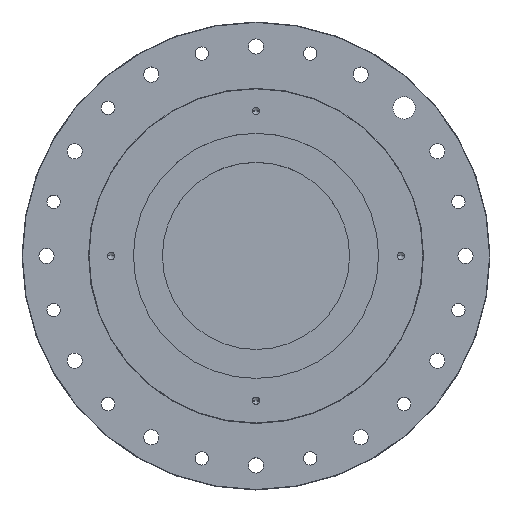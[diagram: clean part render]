
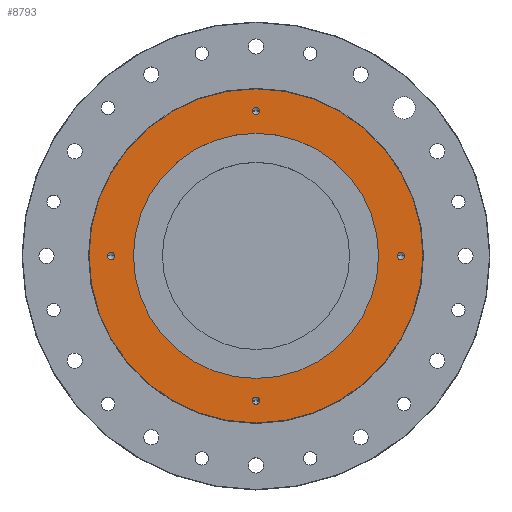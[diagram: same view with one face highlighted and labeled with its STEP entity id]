
A CAD part, top view. The second image highlights one B-rep face of the part: STEP entity #8793.
In plain terms, the highlighted planar face has unit normal (0, 0, 1).
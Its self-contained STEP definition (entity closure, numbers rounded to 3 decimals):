
#125 = EDGE_LOOP ( 'NONE', ( #8407, #6548 ) ) ;
#602 = AXIS2_PLACEMENT_3D ( 'NONE', #8642, #7216, #7960 ) ;
#607 = AXIS2_PLACEMENT_3D ( 'NONE', #4752, #9615, #1587 ) ;
#779 = DIRECTION ( 'NONE',  ( 0., 0., 1. ) ) ;
#877 = ORIENTED_EDGE ( 'NONE', *, *, #5411, .F. ) ;
#899 = VERTEX_POINT ( 'NONE', #10208 ) ;
#917 = EDGE_CURVE ( 'NONE', #899, #1816, #4105, .T. ) ;
#970 = DIRECTION ( 'NONE',  ( 1., 0., 0. ) ) ;
#1061 = CARTESIAN_POINT ( 'NONE',  ( 1.666, -65., 0. ) ) ;
#1185 = CIRCLE ( 'NONE', #2175, 55. ) ;
#1268 = CIRCLE ( 'NONE', #1759, 1.666 ) ;
#1503 = DIRECTION ( 'NONE',  ( 0., 0., 1. ) ) ;
#1584 = EDGE_CURVE ( 'NONE', #7559, #5816, #3945, .T. ) ;
#1587 = DIRECTION ( 'NONE',  ( 1., 0., 0. ) ) ;
#1759 = AXIS2_PLACEMENT_3D ( 'NONE', #5137, #5084, #3557 ) ;
#1816 = VERTEX_POINT ( 'NONE', #4619 ) ;
#1833 = CARTESIAN_POINT ( 'NONE',  ( 55., 0., 0. ) ) ;
#1897 = CARTESIAN_POINT ( 'NONE',  ( 0., 0., 0. ) ) ;
#1947 = CARTESIAN_POINT ( 'NONE',  ( -65., 0., 0. ) ) ;
#2087 = CIRCLE ( 'NONE', #602, 1.666 ) ;
#2103 = VERTEX_POINT ( 'NONE', #3787 ) ;
#2175 = AXIS2_PLACEMENT_3D ( 'NONE', #5603, #4927, #8138 ) ;
#2208 = VERTEX_POINT ( 'NONE', #1061 ) ;
#2295 = CARTESIAN_POINT ( 'NONE',  ( 0., 0., 0. ) ) ;
#2362 = ORIENTED_EDGE ( 'NONE', *, *, #5779, .F. ) ;
#2363 = EDGE_LOOP ( 'NONE', ( #4965, #9653 ) ) ;
#2447 = EDGE_CURVE ( 'NONE', #4243, #3039, #5674, .T. ) ;
#2819 = AXIS2_PLACEMENT_3D ( 'NONE', #9395, #9237, #10105 ) ;
#2999 = FACE_BOUND ( 'NONE', #6554, .T. ) ;
#3039 = VERTEX_POINT ( 'NONE', #6563 ) ;
#3109 = FACE_BOUND ( 'NONE', #8186, .T. ) ;
#3149 = ORIENTED_EDGE ( 'NONE', *, *, #2447, .F. ) ;
#3183 = DIRECTION ( 'NONE',  ( 1., 0., 0. ) ) ;
#3234 = CARTESIAN_POINT ( 'NONE',  ( -63.334, 0., 0. ) ) ;
#3276 = CIRCLE ( 'NONE', #607, 1.666 ) ;
#3379 = ORIENTED_EDGE ( 'NONE', *, *, #8165, .F. ) ;
#3397 = AXIS2_PLACEMENT_3D ( 'NONE', #7312, #6523, #3183 ) ;
#3423 = EDGE_CURVE ( 'NONE', #1816, #899, #7744, .T. ) ;
#3546 = EDGE_CURVE ( 'NONE', #5816, #7559, #7237, .T. ) ;
#3557 = DIRECTION ( 'NONE',  ( 1., 0., 0. ) ) ;
#3787 = CARTESIAN_POINT ( 'NONE',  ( -1.666, -65., 0. ) ) ;
#3884 = DIRECTION ( 'NONE',  ( 1., 0., 0. ) ) ;
#3945 = CIRCLE ( 'NONE', #4640, 1.666 ) ;
#3977 = CARTESIAN_POINT ( 'NONE',  ( -65., 0., 0. ) ) ;
#3992 = AXIS2_PLACEMENT_3D ( 'NONE', #1897, #8351, #9356 ) ;
#4105 = CIRCLE ( 'NONE', #5172, 74.95 ) ;
#4212 = EDGE_CURVE ( 'NONE', #8277, #5997, #1185, .T. ) ;
#4243 = VERTEX_POINT ( 'NONE', #6629 ) ;
#4452 = CIRCLE ( 'NONE', #6487, 1.666 ) ;
#4534 = FACE_BOUND ( 'NONE', #7200, .T. ) ;
#4619 = CARTESIAN_POINT ( 'NONE',  ( -74.95, 0., 0. ) ) ;
#4640 = AXIS2_PLACEMENT_3D ( 'NONE', #3977, #6387, #3884 ) ;
#4641 = FACE_BOUND ( 'NONE', #125, .T. ) ;
#4752 = CARTESIAN_POINT ( 'NONE',  ( 0., 65., 0. ) ) ;
#4768 = CARTESIAN_POINT ( 'NONE',  ( 0., 0., 0. ) ) ;
#4927 = DIRECTION ( 'NONE',  ( 0., 0., 1. ) ) ;
#4965 = ORIENTED_EDGE ( 'NONE', *, *, #3423, .T. ) ;
#4990 = CARTESIAN_POINT ( 'NONE',  ( 0., 0., 0. ) ) ;
#5084 = DIRECTION ( 'NONE',  ( 0., 0., 1. ) ) ;
#5137 = CARTESIAN_POINT ( 'NONE',  ( 0., 65., 0. ) ) ;
#5172 = AXIS2_PLACEMENT_3D ( 'NONE', #2295, #1503, #5663 ) ;
#5213 = AXIS2_PLACEMENT_3D ( 'NONE', #4768, #779, #7805 ) ;
#5411 = EDGE_CURVE ( 'NONE', #2103, #2208, #2087, .T. ) ;
#5471 = VERTEX_POINT ( 'NONE', #9791 ) ;
#5582 = EDGE_CURVE ( 'NONE', #2208, #2103, #4452, .T. ) ;
#5603 = CARTESIAN_POINT ( 'NONE',  ( 0., 0., 0. ) ) ;
#5623 = ORIENTED_EDGE ( 'NONE', *, *, #5582, .F. ) ;
#5663 = DIRECTION ( 'NONE',  ( 1., 0., 0. ) ) ;
#5674 = CIRCLE ( 'NONE', #2819, 1.666 ) ;
#5779 = EDGE_CURVE ( 'NONE', #9249, #5471, #1268, .T. ) ;
#5816 = VERTEX_POINT ( 'NONE', #7141 ) ;
#5929 = EDGE_CURVE ( 'NONE', #5471, #9249, #3276, .T. ) ;
#5997 = VERTEX_POINT ( 'NONE', #1833 ) ;
#6387 = DIRECTION ( 'NONE',  ( 0., 0., 1. ) ) ;
#6487 = AXIS2_PLACEMENT_3D ( 'NONE', #7044, #8580, #9385 ) ;
#6523 = DIRECTION ( 'NONE',  ( 0., 0., 1. ) ) ;
#6548 = ORIENTED_EDGE ( 'NONE', *, *, #3546, .F. ) ;
#6554 = EDGE_LOOP ( 'NONE', ( #7834, #2362 ) ) ;
#6563 = CARTESIAN_POINT ( 'NONE',  ( 63.334, 0., 0. ) ) ;
#6569 = AXIS2_PLACEMENT_3D ( 'NONE', #1947, #9158, #8477 ) ;
#6624 = CIRCLE ( 'NONE', #3397, 1.666 ) ;
#6629 = CARTESIAN_POINT ( 'NONE',  ( 66.666, 0., 0. ) ) ;
#6783 = AXIS2_PLACEMENT_3D ( 'NONE', #4990, #8940, #970 ) ;
#7044 = CARTESIAN_POINT ( 'NONE',  ( 0., -65., 0. ) ) ;
#7141 = CARTESIAN_POINT ( 'NONE',  ( -66.666, 0., 0. ) ) ;
#7200 = EDGE_LOOP ( 'NONE', ( #9658, #8646 ) ) ;
#7216 = DIRECTION ( 'NONE',  ( 0., 0., 1. ) ) ;
#7237 = CIRCLE ( 'NONE', #6569, 1.666 ) ;
#7312 = CARTESIAN_POINT ( 'NONE',  ( 65., 0., 0. ) ) ;
#7559 = VERTEX_POINT ( 'NONE', #3234 ) ;
#7744 = CIRCLE ( 'NONE', #5213, 74.95 ) ;
#7805 = DIRECTION ( 'NONE',  ( 1., 0., 0. ) ) ;
#7834 = ORIENTED_EDGE ( 'NONE', *, *, #5929, .F. ) ;
#7960 = DIRECTION ( 'NONE',  ( 1., 0., 0. ) ) ;
#7964 = CIRCLE ( 'NONE', #6783, 55. ) ;
#8043 = CARTESIAN_POINT ( 'NONE',  ( -1.666, 65., 0. ) ) ;
#8128 = EDGE_CURVE ( 'NONE', #5997, #8277, #7964, .T. ) ;
#8138 = DIRECTION ( 'NONE',  ( 1., 0., 0. ) ) ;
#8165 = EDGE_CURVE ( 'NONE', #3039, #4243, #6624, .T. ) ;
#8186 = EDGE_LOOP ( 'NONE', ( #3149, #3379 ) ) ;
#8277 = VERTEX_POINT ( 'NONE', #9317 ) ;
#8351 = DIRECTION ( 'NONE',  ( 0., 0., 1. ) ) ;
#8407 = ORIENTED_EDGE ( 'NONE', *, *, #1584, .F. ) ;
#8477 = DIRECTION ( 'NONE',  ( 1., 0., 0. ) ) ;
#8580 = DIRECTION ( 'NONE',  ( 0., 0., 1. ) ) ;
#8609 = PLANE ( 'NONE',  #3992 ) ;
#8642 = CARTESIAN_POINT ( 'NONE',  ( 0., -65., 0. ) ) ;
#8646 = ORIENTED_EDGE ( 'NONE', *, *, #4212, .F. ) ;
#8793 = ADVANCED_FACE ( 'NONE', ( #10277, #4534, #4641, #3109, #2999, #9516 ), #8609, .T. ) ;
#8940 = DIRECTION ( 'NONE',  ( 0., 0., 1. ) ) ;
#9158 = DIRECTION ( 'NONE',  ( 0., 0., 1. ) ) ;
#9237 = DIRECTION ( 'NONE',  ( 0., 0., 1. ) ) ;
#9249 = VERTEX_POINT ( 'NONE', #8043 ) ;
#9317 = CARTESIAN_POINT ( 'NONE',  ( -55., 0., 0. ) ) ;
#9356 = DIRECTION ( 'NONE',  ( 1., 0., 0. ) ) ;
#9385 = DIRECTION ( 'NONE',  ( 1., 0., 0. ) ) ;
#9395 = CARTESIAN_POINT ( 'NONE',  ( 65., 0., 0. ) ) ;
#9487 = EDGE_LOOP ( 'NONE', ( #5623, #877 ) ) ;
#9516 = FACE_BOUND ( 'NONE', #9487, .T. ) ;
#9615 = DIRECTION ( 'NONE',  ( 0., 0., 1. ) ) ;
#9653 = ORIENTED_EDGE ( 'NONE', *, *, #917, .T. ) ;
#9658 = ORIENTED_EDGE ( 'NONE', *, *, #8128, .F. ) ;
#9791 = CARTESIAN_POINT ( 'NONE',  ( 1.666, 65., 0. ) ) ;
#10105 = DIRECTION ( 'NONE',  ( 1., 0., 0. ) ) ;
#10208 = CARTESIAN_POINT ( 'NONE',  ( 74.95, 0., 0. ) ) ;
#10277 = FACE_OUTER_BOUND ( 'NONE', #2363, .T. ) ;
